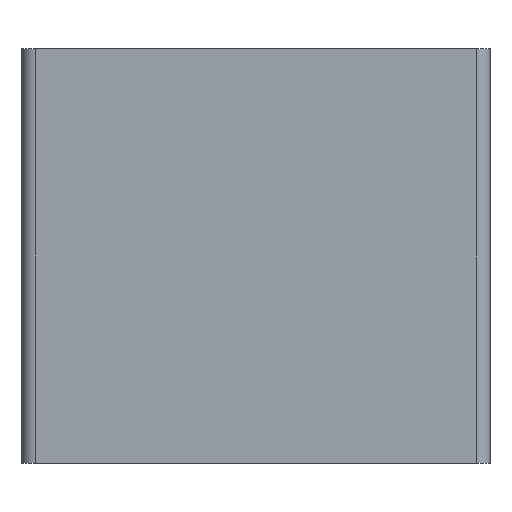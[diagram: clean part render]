
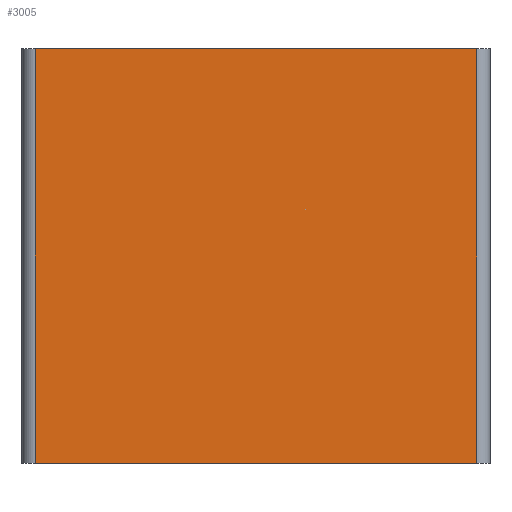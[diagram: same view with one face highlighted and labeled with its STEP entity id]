
A CAD part, front view. The second image highlights one B-rep face of the part: STEP entity #3005.
In plain terms, the highlighted planar face has unit normal (0, -1, 0).
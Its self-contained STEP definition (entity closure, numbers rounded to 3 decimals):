
#223=PLANE('',#3356);
#354=FACE_OUTER_BOUND('',#493,.T.);
#493=EDGE_LOOP('',(#2467,#2468,#2469,#2470));
#1065=LINE('',#4989,#1264);
#1067=LINE('',#4995,#1266);
#1075=LINE('',#5025,#1274);
#1076=LINE('',#5026,#1275);
#1264=VECTOR('',#4171,10.);
#1266=VECTOR('',#4177,10.);
#1274=VECTOR('',#4201,10.);
#1275=VECTOR('',#4202,10.);
#1535=VERTEX_POINT('',#4986);
#1536=VERTEX_POINT('',#4988);
#1538=VERTEX_POINT('',#4994);
#1552=VERTEX_POINT('',#5024);
#1924=EDGE_CURVE('',#1535,#1536,#1065,.T.);
#1927=EDGE_CURVE('',#1536,#1538,#1067,.T.);
#1942=EDGE_CURVE('',#1552,#1535,#1075,.T.);
#1943=EDGE_CURVE('',#1538,#1552,#1076,.T.);
#2467=ORIENTED_EDGE('',*,*,#1924,.F.);
#2468=ORIENTED_EDGE('',*,*,#1942,.F.);
#2469=ORIENTED_EDGE('',*,*,#1943,.F.);
#2470=ORIENTED_EDGE('',*,*,#1927,.F.);
#3005=ADVANCED_FACE('',(#354),#223,.F.);
#3356=AXIS2_PLACEMENT_3D('',#5023,#4199,#4200);
#4171=DIRECTION('',(0.,0.,1.));
#4177=DIRECTION('',(1.,0.,0.));
#4199=DIRECTION('center_axis',(0.,1.,0.));
#4200=DIRECTION('ref_axis',(0.,0.,-1.));
#4201=DIRECTION('',(-1.,0.,0.));
#4202=DIRECTION('',(0.,0.,-1.));
#4986=CARTESIAN_POINT('',(2.,0.,-2.));
#4988=CARTESIAN_POINT('',(2.,0.,60.));
#4989=CARTESIAN_POINT('',(2.,0.,30.));
#4994=CARTESIAN_POINT('',(68.,0.,60.));
#4995=CARTESIAN_POINT('',(35.,0.,60.));
#5023=CARTESIAN_POINT('Origin',(35.,0.,30.));
#5024=CARTESIAN_POINT('',(68.,0.,-2.));
#5025=CARTESIAN_POINT('',(35.,0.,-2.));
#5026=CARTESIAN_POINT('',(68.,0.,30.));
